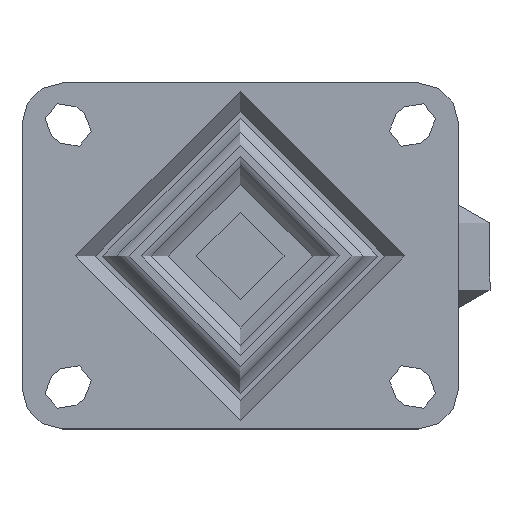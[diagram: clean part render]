
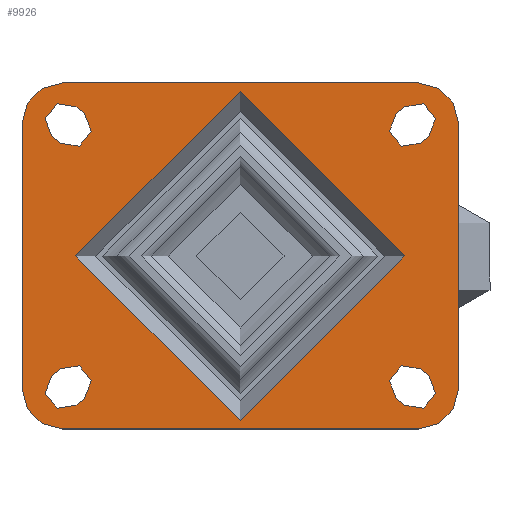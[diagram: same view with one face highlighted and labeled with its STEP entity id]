
A CAD part, top view. The second image highlights one B-rep face of the part: STEP entity #9926.
In plain terms, the highlighted planar face has unit normal (0, 0, 1).
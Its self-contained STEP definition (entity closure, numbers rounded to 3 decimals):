
#477=FACE_BOUND('',#3328,.T.);
#478=FACE_BOUND('',#3329,.T.);
#479=FACE_BOUND('',#3330,.T.);
#480=FACE_BOUND('',#3331,.T.);
#481=FACE_BOUND('',#3332,.T.);
#607=PLANE('',#10825);
#1359=LINE('',#15098,#1921);
#1361=LINE('',#15106,#1923);
#1362=LINE('',#15111,#1924);
#1363=LINE('',#15115,#1925);
#1364=LINE('',#15117,#1926);
#1365=LINE('',#15118,#1927);
#1366=LINE('',#15119,#1928);
#1367=LINE('',#15120,#1929);
#1368=LINE('',#15121,#1930);
#1369=LINE('',#15122,#1931);
#1370=LINE('',#15123,#1932);
#1371=LINE('',#15124,#1933);
#1921=VECTOR('',#12047,1.);
#1923=VECTOR('',#12057,1.);
#1924=VECTOR('',#12062,1.);
#1925=VECTOR('',#12065,1.);
#1926=VECTOR('',#12068,1.);
#1927=VECTOR('',#12069,1.);
#1928=VECTOR('',#12070,1.);
#1929=VECTOR('',#12071,1.);
#1930=VECTOR('',#12072,1.);
#1931=VECTOR('',#12073,1.);
#1932=VECTOR('',#12074,1.);
#1933=VECTOR('',#12075,1.);
#2701=FACE_OUTER_BOUND('',#3327,.T.);
#3327=EDGE_LOOP('',(#7180,#7181,#7182,#7183,#7184,#7185,#7186,#7187));
#3328=EDGE_LOOP('',(#7188));
#3329=EDGE_LOOP('',(#7189,#7190,#7191,#7192));
#3330=EDGE_LOOP('',(#7193,#7194,#7195,#7196));
#3331=EDGE_LOOP('',(#7197,#7198,#7199,#7200));
#3332=EDGE_LOOP('',(#7201,#7202,#7203,#7204));
#4013=CIRCLE('',#10748,5.7);
#4014=CIRCLE('',#10750,5.7);
#4016=CIRCLE('',#10753,5.7);
#4019=CIRCLE('',#10757,5.7);
#4021=CIRCLE('',#10760,5.7);
#4022=CIRCLE('',#10762,5.7);
#4025=CIRCLE('',#10766,5.7);
#4026=CIRCLE('',#10768,5.7);
#4043=CIRCLE('',#10791,49.014);
#4063=CIRCLE('',#10826,12.);
#4064=CIRCLE('',#10827,12.);
#4065=CIRCLE('',#10828,12.);
#4066=CIRCLE('',#10829,12.);
#4458=VERTEX_POINT('',#14861);
#4459=VERTEX_POINT('',#14863);
#4460=VERTEX_POINT('',#14867);
#4461=VERTEX_POINT('',#14868);
#4464=VERTEX_POINT('',#14876);
#4465=VERTEX_POINT('',#14877);
#4470=VERTEX_POINT('',#14888);
#4471=VERTEX_POINT('',#14890);
#4474=VERTEX_POINT('',#14897);
#4475=VERTEX_POINT('',#14899);
#4476=VERTEX_POINT('',#14903);
#4477=VERTEX_POINT('',#14904);
#4482=VERTEX_POINT('',#14915);
#4483=VERTEX_POINT('',#14917);
#4484=VERTEX_POINT('',#14921);
#4485=VERTEX_POINT('',#14922);
#4498=VERTEX_POINT('',#14988);
#4515=VERTEX_POINT('',#15095);
#4516=VERTEX_POINT('',#15097);
#4517=VERTEX_POINT('',#15104);
#4518=VERTEX_POINT('',#15105);
#4519=VERTEX_POINT('',#15108);
#4520=VERTEX_POINT('',#15110);
#4521=VERTEX_POINT('',#15112);
#4522=VERTEX_POINT('',#15114);
#5465=EDGE_CURVE('',#4459,#4458,#4013,.T.);
#5467=EDGE_CURVE('',#4460,#4461,#4014,.T.);
#5471=EDGE_CURVE('',#4464,#4465,#4016,.T.);
#5477=EDGE_CURVE('',#4471,#4470,#4019,.T.);
#5481=EDGE_CURVE('',#4474,#4475,#4021,.T.);
#5483=EDGE_CURVE('',#4476,#4477,#4022,.T.);
#5489=EDGE_CURVE('',#4482,#4483,#4025,.T.);
#5491=EDGE_CURVE('',#4484,#4485,#4026,.T.);
#5512=EDGE_CURVE('',#4498,#4498,#4043,.T.);
#5537=EDGE_CURVE('',#4516,#4515,#1359,.T.);
#5539=EDGE_CURVE('',#4517,#4518,#1361,.T.);
#5540=EDGE_CURVE('',#4517,#4516,#4063,.T.);
#5541=EDGE_CURVE('',#4515,#4519,#4064,.T.);
#5542=EDGE_CURVE('',#4520,#4519,#1362,.T.);
#5543=EDGE_CURVE('',#4521,#4520,#4065,.T.);
#5544=EDGE_CURVE('',#4522,#4521,#1363,.T.);
#5545=EDGE_CURVE('',#4518,#4522,#4066,.T.);
#5546=EDGE_CURVE('',#4485,#4482,#1364,.T.);
#5547=EDGE_CURVE('',#4483,#4484,#1365,.T.);
#5548=EDGE_CURVE('',#4475,#4476,#1366,.T.);
#5549=EDGE_CURVE('',#4477,#4474,#1367,.T.);
#5550=EDGE_CURVE('',#4458,#4460,#1368,.T.);
#5551=EDGE_CURVE('',#4461,#4459,#1369,.T.);
#5552=EDGE_CURVE('',#4465,#4471,#1370,.T.);
#5553=EDGE_CURVE('',#4470,#4464,#1371,.T.);
#7180=ORIENTED_EDGE('',*,*,#5539,.F.);
#7181=ORIENTED_EDGE('',*,*,#5540,.T.);
#7182=ORIENTED_EDGE('',*,*,#5537,.T.);
#7183=ORIENTED_EDGE('',*,*,#5541,.T.);
#7184=ORIENTED_EDGE('',*,*,#5542,.F.);
#7185=ORIENTED_EDGE('',*,*,#5543,.F.);
#7186=ORIENTED_EDGE('',*,*,#5544,.F.);
#7187=ORIENTED_EDGE('',*,*,#5545,.F.);
#7188=ORIENTED_EDGE('',*,*,#5512,.F.);
#7189=ORIENTED_EDGE('',*,*,#5489,.F.);
#7190=ORIENTED_EDGE('',*,*,#5546,.F.);
#7191=ORIENTED_EDGE('',*,*,#5491,.F.);
#7192=ORIENTED_EDGE('',*,*,#5547,.F.);
#7193=ORIENTED_EDGE('',*,*,#5483,.F.);
#7194=ORIENTED_EDGE('',*,*,#5548,.F.);
#7195=ORIENTED_EDGE('',*,*,#5481,.F.);
#7196=ORIENTED_EDGE('',*,*,#5549,.F.);
#7197=ORIENTED_EDGE('',*,*,#5465,.T.);
#7198=ORIENTED_EDGE('',*,*,#5550,.T.);
#7199=ORIENTED_EDGE('',*,*,#5467,.T.);
#7200=ORIENTED_EDGE('',*,*,#5551,.T.);
#7201=ORIENTED_EDGE('',*,*,#5471,.T.);
#7202=ORIENTED_EDGE('',*,*,#5552,.T.);
#7203=ORIENTED_EDGE('',*,*,#5477,.T.);
#7204=ORIENTED_EDGE('',*,*,#5553,.T.);
#9926=ADVANCED_FACE('',(#2701,#477,#478,#479,#480,#481),#607,.F.);
#10748=AXIS2_PLACEMENT_3D('',#14864,#11877,#11878);
#10750=AXIS2_PLACEMENT_3D('',#14869,#11882,#11883);
#10753=AXIS2_PLACEMENT_3D('',#14878,#11890,#11891);
#10757=AXIS2_PLACEMENT_3D('',#14891,#11901,#11902);
#10760=AXIS2_PLACEMENT_3D('',#14900,#11909,#11910);
#10762=AXIS2_PLACEMENT_3D('',#14905,#11914,#11915);
#10766=AXIS2_PLACEMENT_3D('',#14918,#11925,#11926);
#10768=AXIS2_PLACEMENT_3D('',#14923,#11930,#11931);
#10791=AXIS2_PLACEMENT_3D('',#14990,#11980,#11981);
#10825=AXIS2_PLACEMENT_3D('',#15103,#12055,#12056);
#10826=AXIS2_PLACEMENT_3D('',#15107,#12058,#12059);
#10827=AXIS2_PLACEMENT_3D('',#15109,#12060,#12061);
#10828=AXIS2_PLACEMENT_3D('',#15113,#12063,#12064);
#10829=AXIS2_PLACEMENT_3D('',#15116,#12066,#12067);
#11877=DIRECTION('center_axis',(0.,0.,-1.));
#11878=DIRECTION('ref_axis',(1.,0.,0.));
#11882=DIRECTION('center_axis',(0.,0.,-1.));
#11883=DIRECTION('ref_axis',(1.,0.,0.));
#11890=DIRECTION('center_axis',(0.,0.,-1.));
#11891=DIRECTION('ref_axis',(1.,0.,0.));
#11901=DIRECTION('center_axis',(0.,0.,-1.));
#11902=DIRECTION('ref_axis',(1.,0.,0.));
#11909=DIRECTION('center_axis',(0.,0.,1.));
#11910=DIRECTION('ref_axis',(1.,0.,0.));
#11914=DIRECTION('center_axis',(0.,0.,1.));
#11915=DIRECTION('ref_axis',(1.,0.,0.));
#11925=DIRECTION('center_axis',(0.,0.,1.));
#11926=DIRECTION('ref_axis',(1.,0.,0.));
#11930=DIRECTION('center_axis',(0.,0.,1.));
#11931=DIRECTION('ref_axis',(1.,0.,0.));
#11980=DIRECTION('center_axis',(0.,0.,1.));
#11981=DIRECTION('ref_axis',(-1.,0.,0.));
#12047=DIRECTION('',(1.,0.,0.));
#12055=DIRECTION('center_axis',(0.,0.,-1.));
#12056=DIRECTION('ref_axis',(0.,-1.,0.));
#12057=DIRECTION('',(0.,1.,0.));
#12058=DIRECTION('center_axis',(0.,0.,1.));
#12059=DIRECTION('ref_axis',(1.,0.,0.));
#12060=DIRECTION('center_axis',(0.,0.,1.));
#12061=DIRECTION('ref_axis',(1.,0.,0.));
#12062=DIRECTION('',(0.,-1.,0.));
#12063=DIRECTION('center_axis',(0.,0.,-1.));
#12064=DIRECTION('ref_axis',(1.,0.,0.));
#12065=DIRECTION('',(1.,0.,0.));
#12066=DIRECTION('center_axis',(0.,0.,-1.));
#12067=DIRECTION('ref_axis',(1.,0.,0.));
#12068=DIRECTION('',(-0.781,-0.625,0.));
#12069=DIRECTION('',(0.781,0.625,0.));
#12070=DIRECTION('',(0.781,-0.625,0.));
#12071=DIRECTION('',(-0.781,0.625,0.));
#12072=DIRECTION('',(0.781,-0.625,0.));
#12073=DIRECTION('',(-0.781,0.625,0.));
#12074=DIRECTION('',(-0.781,-0.625,0.));
#12075=DIRECTION('',(0.781,0.625,0.));
#14861=CARTESIAN_POINT('',(-27.536,161.729,0.));
#14863=CARTESIAN_POINT('',(-34.657,152.827,0.));
#14864=CARTESIAN_POINT('Origin',(-31.097,157.278,0.));
#14867=CARTESIAN_POINT('',(-25.036,159.729,0.));
#14868=CARTESIAN_POINT('',(-32.157,150.827,0.));
#14869=CARTESIAN_POINT('Origin',(-28.597,155.278,0.));
#14876=CARTESIAN_POINT('',(-134.657,161.729,0.));
#14877=CARTESIAN_POINT('',(-127.536,152.827,0.));
#14878=CARTESIAN_POINT('Origin',(-131.097,157.278,0.));
#14888=CARTESIAN_POINT('',(-137.157,159.729,0.));
#14890=CARTESIAN_POINT('',(-130.036,150.827,0.));
#14891=CARTESIAN_POINT('Origin',(-133.597,155.278,0.));
#14897=CARTESIAN_POINT('',(-130.036,239.729,0.));
#14899=CARTESIAN_POINT('',(-137.157,230.827,0.));
#14900=CARTESIAN_POINT('Origin',(-133.597,235.278,0.));
#14903=CARTESIAN_POINT('',(-134.657,228.827,0.));
#14904=CARTESIAN_POINT('',(-127.536,237.729,0.));
#14905=CARTESIAN_POINT('Origin',(-131.097,233.278,0.));
#14915=CARTESIAN_POINT('',(-34.657,237.729,0.));
#14917=CARTESIAN_POINT('',(-27.536,228.827,0.));
#14918=CARTESIAN_POINT('Origin',(-31.097,233.278,0.));
#14921=CARTESIAN_POINT('',(-25.036,230.827,0.));
#14922=CARTESIAN_POINT('',(-32.157,239.729,0.));
#14923=CARTESIAN_POINT('Origin',(-28.597,235.278,0.));
#14988=CARTESIAN_POINT('',(-130.11,195.278,0.));
#14990=CARTESIAN_POINT('Origin',(-81.097,195.278,0.));
#15095=CARTESIAN_POINT('',(-28.097,143.778,0.));
#15097=CARTESIAN_POINT('',(-134.097,143.778,0.));
#15098=CARTESIAN_POINT('',(-81.097,143.778,0.));
#15103=CARTESIAN_POINT('Origin',(-130.11,195.278,0.));
#15104=CARTESIAN_POINT('',(-146.097,155.778,0.));
#15105=CARTESIAN_POINT('',(-146.097,234.778,0.));
#15106=CARTESIAN_POINT('',(-146.097,195.278,0.));
#15107=CARTESIAN_POINT('Origin',(-134.097,155.778,0.));
#15108=CARTESIAN_POINT('',(-16.097,155.778,0.));
#15109=CARTESIAN_POINT('Origin',(-28.097,155.778,0.));
#15110=CARTESIAN_POINT('',(-16.097,234.778,0.));
#15111=CARTESIAN_POINT('',(-16.097,234.778,0.));
#15112=CARTESIAN_POINT('',(-28.097,246.778,0.));
#15113=CARTESIAN_POINT('Origin',(-28.097,234.778,0.));
#15114=CARTESIAN_POINT('',(-134.097,246.778,0.));
#15115=CARTESIAN_POINT('',(-81.097,246.778,0.));
#15116=CARTESIAN_POINT('Origin',(-134.097,234.778,0.));
#15117=CARTESIAN_POINT('',(-32.157,239.729,0.));
#15118=CARTESIAN_POINT('',(-27.536,228.827,0.));
#15119=CARTESIAN_POINT('',(-137.157,230.827,0.));
#15120=CARTESIAN_POINT('',(-127.536,237.729,0.));
#15121=CARTESIAN_POINT('',(-27.536,161.729,0.));
#15122=CARTESIAN_POINT('',(-32.157,150.827,0.));
#15123=CARTESIAN_POINT('',(-127.536,152.827,0.));
#15124=CARTESIAN_POINT('',(-137.157,159.729,0.));
